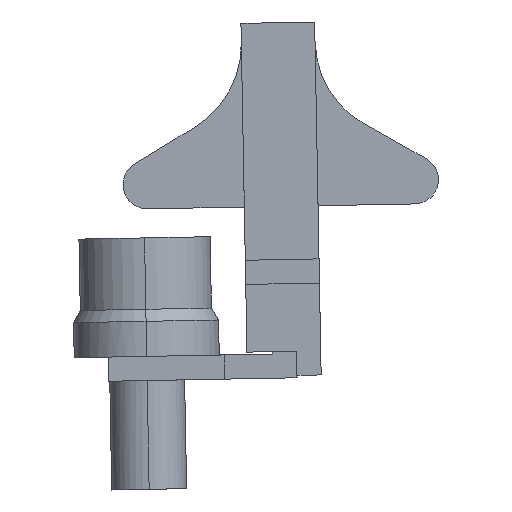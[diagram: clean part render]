
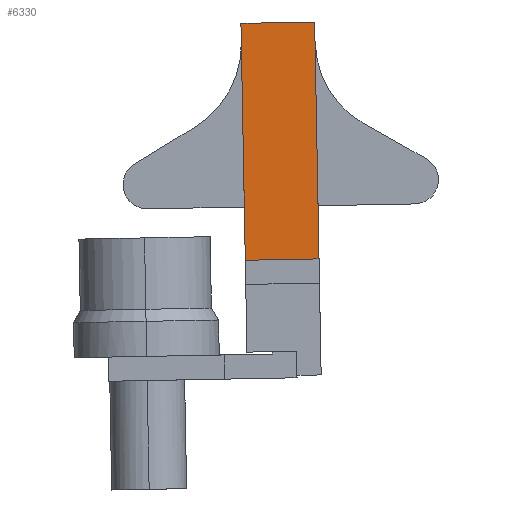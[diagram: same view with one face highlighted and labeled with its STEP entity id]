
A CAD part, left-side view. The second image highlights one B-rep face of the part: STEP entity #6330.
In plain terms, the highlighted face is planar.
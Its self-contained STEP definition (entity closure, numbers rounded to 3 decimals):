
#5940=CARTESIAN_POINT('',(-25.498,-36.953,-65.1));
#5950=DIRECTION('',(0.,0.,1.));
#5960=DIRECTION('',(0.,1.,0.));
#5970=AXIS2_PLACEMENT_3D('',#5940,#5950,#5960);
#5980=PLANE('',#5970);
#5990=CARTESIAN_POINT('',(0.,-32.653,-65.1));
#6000=DIRECTION('',(-1.,0.,0.));
#6010=VECTOR('',#6000,1.);
#6020=LINE('',#5990,#6010);
#6030=CARTESIAN_POINT('',(-22.143,-32.653,-65.1));
#6040=VERTEX_POINT('',#6030);
#6050=CARTESIAN_POINT('',(-25.193,-32.653,-65.1));
#6060=VERTEX_POINT('',#6050);
#6070=EDGE_CURVE('',#6040,#6060,#6020,.T.);
#6080=ORIENTED_EDGE('',*,*,#6070,.T.);
#6090=CARTESIAN_POINT('',(-22.143,0.,-65.1));
#6100=DIRECTION('',(0.,1.,0.));
#6110=VECTOR('',#6100,1.);
#6120=LINE('',#6090,#6110);
#6130=CARTESIAN_POINT('',(-22.143,-22.853,-65.1));
#6140=VERTEX_POINT('',#6130);
#6150=EDGE_CURVE('',#6040,#6140,#6120,.T.);
#6160=ORIENTED_EDGE('',*,*,#6150,.F.);
#6170=CARTESIAN_POINT('',(0.,-22.853,-65.1));
#6180=DIRECTION('',(1.,0.,0.));
#6190=VECTOR('',#6180,1.);
#6200=LINE('',#6170,#6190);
#6210=CARTESIAN_POINT('',(-25.193,-22.853,-65.1));
#6220=VERTEX_POINT('',#6210);
#6230=EDGE_CURVE('',#6220,#6140,#6200,.T.);
#6240=ORIENTED_EDGE('',*,*,#6230,.T.);
#6250=CARTESIAN_POINT('',(-25.193,0.,-65.1));
#6260=DIRECTION('',(0.,1.,0.));
#6270=VECTOR('',#6260,1.);
#6280=LINE('',#6250,#6270);
#6290=EDGE_CURVE('',#6060,#6220,#6280,.T.);
#6300=ORIENTED_EDGE('',*,*,#6290,.T.);
#6310=EDGE_LOOP('',(#6300,#6240,#6160,#6080));
#6320=FACE_OUTER_BOUND('',#6310,.T.);
#6330=ADVANCED_FACE('',(#6320),#5980,.F.);
